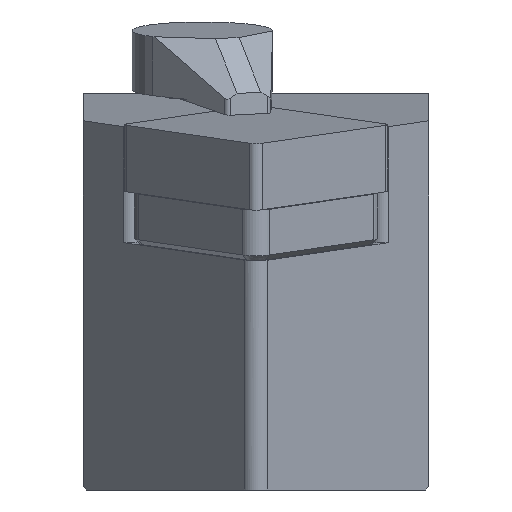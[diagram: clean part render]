
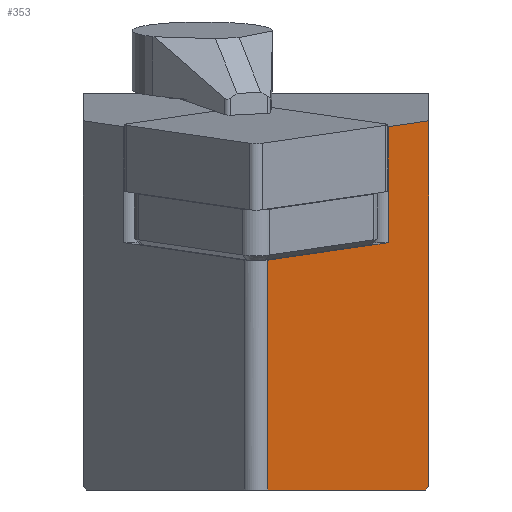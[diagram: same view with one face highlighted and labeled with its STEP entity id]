
A CAD part, left-side view. The second image highlights one B-rep face of the part: STEP entity #353.
In plain terms, the highlighted planar face has unit normal (-0.638, -0.766, -0.078).
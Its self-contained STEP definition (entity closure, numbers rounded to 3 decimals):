
#353=ADVANCED_FACE('',(#478),#428,.F.);
#428=PLANE('',#1615);
#478=FACE_OUTER_BOUND('',#553,.T.);
#553=EDGE_LOOP('',(#676,#677,#678,#679,#680,#681,#682));
#676=ORIENTED_EDGE('',*,*,#1167,.F.);
#677=ORIENTED_EDGE('',*,*,#1168,.F.);
#678=ORIENTED_EDGE('',*,*,#1169,.F.);
#679=ORIENTED_EDGE('',*,*,#1170,.F.);
#680=ORIENTED_EDGE('',*,*,#1171,.F.);
#681=ORIENTED_EDGE('',*,*,#1150,.F.);
#682=ORIENTED_EDGE('',*,*,#1137,.F.);
#1017=VERTEX_POINT('',#2134);
#1018=VERTEX_POINT('',#2136);
#1030=VERTEX_POINT('',#2163);
#1041=VERTEX_POINT('',#2195);
#1042=VERTEX_POINT('',#2197);
#1043=VERTEX_POINT('',#2199);
#1044=VERTEX_POINT('',#2201);
#1137=EDGE_CURVE('',#1017,#1018,#1327,.T.);
#1150=EDGE_CURVE('',#1018,#1030,#1337,.T.);
#1167=EDGE_CURVE('',#1041,#1017,#1352,.T.);
#1168=EDGE_CURVE('',#1042,#1041,#1353,.T.);
#1169=EDGE_CURVE('',#1043,#1042,#1354,.T.);
#1170=EDGE_CURVE('',#1044,#1043,#1355,.T.);
#1171=EDGE_CURVE('',#1030,#1044,#1356,.T.);
#1327=LINE('',#2135,#1471);
#1337=LINE('',#2162,#1481);
#1352=LINE('',#2194,#1496);
#1353=LINE('',#2196,#1497);
#1354=LINE('',#2198,#1498);
#1355=LINE('',#2200,#1499);
#1356=LINE('',#2202,#1500);
#1471=VECTOR('',#1742,1.);
#1481=VECTOR('',#1762,1.);
#1496=VECTOR('',#1789,1.);
#1497=VECTOR('',#1790,1.);
#1498=VECTOR('',#1791,1.);
#1499=VECTOR('',#1792,1.);
#1500=VECTOR('',#1793,1.);
#1615=AXIS2_PLACEMENT_3D('',#2203,#1794,#1795);
#1742=DIRECTION('',(0.76,-0.643,0.093));
#1762=DIRECTION('',(0.122,0.,-0.993));
#1789=DIRECTION('',(-0.122,0.,0.993));
#1790=DIRECTION('',(0.76,-0.643,0.093));
#1791=DIRECTION('',(-0.122,0.,0.993));
#1792=DIRECTION('',(-0.768,0.64,0.));
#1793=DIRECTION('',(-0.606,0.562,-0.562));
#1794=DIRECTION('',(0.638,0.766,0.078));
#1795=DIRECTION('',(-0.768,0.64,0.));
#2134=CARTESIAN_POINT('',(15.608,-28.218,1.614));
#2135=CARTESIAN_POINT('',(20.082,-32.,2.164));
#2136=CARTESIAN_POINT('',(20.082,-32.,2.164));
#2162=CARTESIAN_POINT('',(26.748,-32.,-52.129));
#2163=CARTESIAN_POINT('',(24.24,-32.,-31.7));
#2194=CARTESIAN_POINT('',(15.097,-28.218,5.773));
#2195=CARTESIAN_POINT('',(16.926,-28.218,-9.115));
#2196=CARTESIAN_POINT('',(21.399,-32.,-8.566));
#2197=CARTESIAN_POINT('',(3.742,-17.072,-10.734));
#2198=CARTESIAN_POINT('',(9.091,-17.072,-54.297));
#2199=CARTESIAN_POINT('',(6.353,-17.072,-32.));
#2200=CARTESIAN_POINT('',(25.736,-33.215,-32.));
#2201=CARTESIAN_POINT('',(23.917,-31.7,-32.));
#2202=CARTESIAN_POINT('',(18.197,-26.394,-37.306));
#2203=CARTESIAN_POINT('',(26.748,-32.,-52.129));
